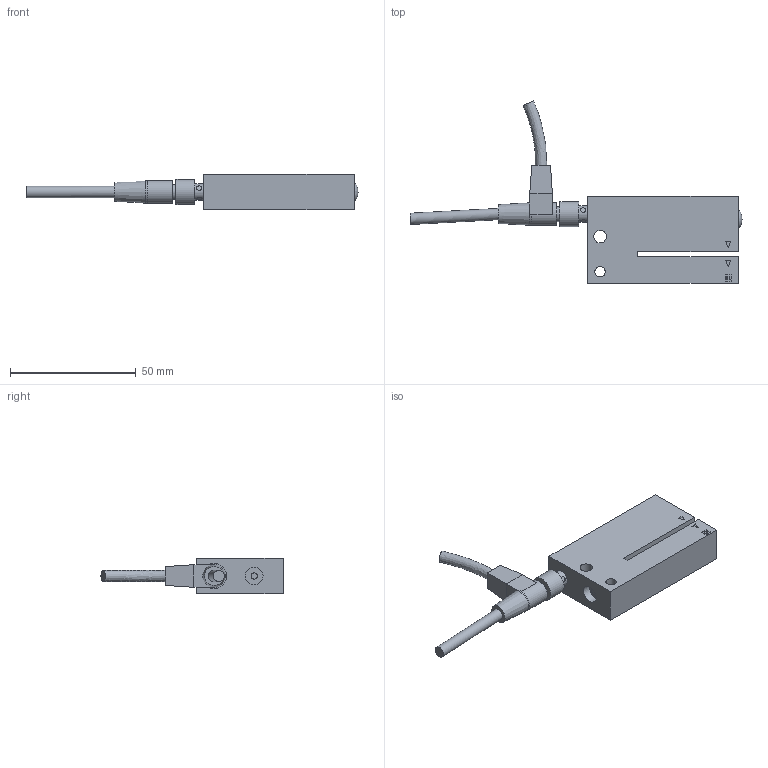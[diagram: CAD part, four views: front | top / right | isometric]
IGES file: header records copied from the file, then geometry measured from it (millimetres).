
Global section: file name: No Iges File Name specified; native system: AutoDesk Inventor R10; preprocessor: AutoDesk Inventor Iges Exporter R10; author: No Author specified; organization: No Organization specified; date: 20080605.163131; units: millimetre
Bounding box: 132.22 x 72.59 x 14 mm (x, y, z)
Volume: 33017.8 mm3; surface area: 11868.1 mm2
Topology: 5 solids, 5 shells, 174 faces, 385 edges, 257 vertices
Faces by surface type: plane 141, revolution 15, cylinder 12, bspline 4, cone 2
Full cylindrical faces by diameter (mm): 2.5 x1, 3 x1, 6 x2, 6.5 x2, 7 x1, 8 x1, 9 x2, 10 x2
